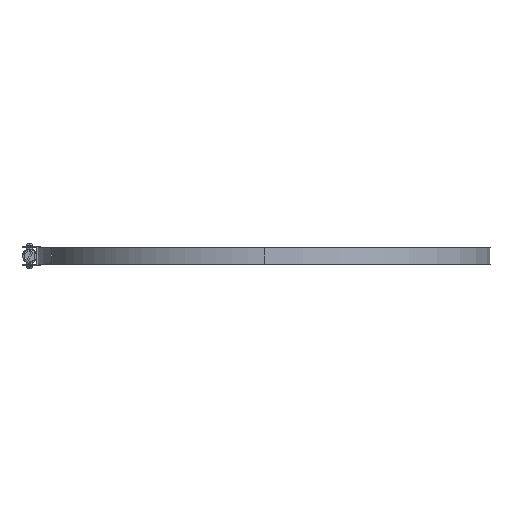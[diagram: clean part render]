
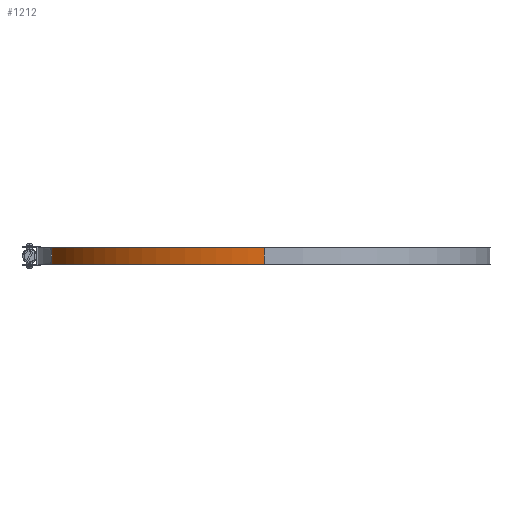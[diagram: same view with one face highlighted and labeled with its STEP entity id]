
A CAD part, left-side view. The second image highlights one B-rep face of the part: STEP entity #1212.
In plain terms, the highlighted cylindrical face has radius 178.53 mm (diameter 357.06 mm), a partial arc.
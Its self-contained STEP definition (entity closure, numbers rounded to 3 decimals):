
#588 = DIRECTION ( 'NONE',  ( 0., 0., 1. ) ) ;
#1210 = ORIENTED_EDGE ( 'NONE', *, *, #5996, .F. ) ;
#1212 = ADVANCED_FACE ( 'NONE', ( #12854 ), #7666, .T. ) ;
#1249 = CARTESIAN_POINT ( 'NONE',  ( 0., 0., 6.35 ) ) ;
#1336 = CARTESIAN_POINT ( 'NONE',  ( 0., 178.53, -6.35 ) ) ;
#1360 = AXIS2_PLACEMENT_3D ( 'NONE', #7904, #588, #1547 ) ;
#1547 = DIRECTION ( 'NONE',  ( 1., 0., 0. ) ) ;
#2092 = DIRECTION ( 'NONE',  ( 0., 0., -1. ) ) ;
#3006 = ORIENTED_EDGE ( 'NONE', *, *, #7177, .T. ) ;
#3022 = AXIS2_PLACEMENT_3D ( 'NONE', #6684, #9840, #8170 ) ;
#3943 = EDGE_CURVE ( 'NONE', #12610, #5625, #6910, .T. ) ;
#4189 = ORIENTED_EDGE ( 'NONE', *, *, #3943, .F. ) ;
#4344 = CARTESIAN_POINT ( 'NONE',  ( 0., 178.53, 6.35 ) ) ;
#5251 = LINE ( 'NONE', #9415, #8762 ) ;
#5625 = VERTEX_POINT ( 'NONE', #7374 ) ;
#5996 = EDGE_CURVE ( 'NONE', #5625, #13528, #5251, .T. ) ;
#6684 = CARTESIAN_POINT ( 'NONE',  ( 0., 0., 6.35 ) ) ;
#6910 = CIRCLE ( 'NONE', #3022, 178.53 ) ;
#7071 = AXIS2_PLACEMENT_3D ( 'NONE', #1249, #9464, #8569 ) ;
#7177 = EDGE_CURVE ( 'NONE', #12610, #7519, #11442, .T. ) ;
#7374 = CARTESIAN_POINT ( 'NONE',  ( -178.53, 0., 6.35 ) ) ;
#7519 = VERTEX_POINT ( 'NONE', #1336 ) ;
#7666 = CYLINDRICAL_SURFACE ( 'NONE', #7071, 178.53 ) ;
#7904 = CARTESIAN_POINT ( 'NONE',  ( 0., 0., -6.35 ) ) ;
#8012 = CARTESIAN_POINT ( 'NONE',  ( 0., 178.53, 6.35 ) ) ;
#8170 = DIRECTION ( 'NONE',  ( 1., 0., 0. ) ) ;
#8569 = DIRECTION ( 'NONE',  ( -1., 0., 0. ) ) ;
#8596 = EDGE_CURVE ( 'NONE', #7519, #13528, #12941, .T. ) ;
#8762 = VECTOR ( 'NONE', #12869, 1000. ) ;
#9415 = CARTESIAN_POINT ( 'NONE',  ( -178.53, 0., 6.35 ) ) ;
#9464 = DIRECTION ( 'NONE',  ( 0., 0., -1. ) ) ;
#9663 = ORIENTED_EDGE ( 'NONE', *, *, #8596, .T. ) ;
#9840 = DIRECTION ( 'NONE',  ( 0., 0., 1. ) ) ;
#9887 = VECTOR ( 'NONE', #2092, 1000. ) ;
#11238 = CARTESIAN_POINT ( 'NONE',  ( -178.53, 0., -6.35 ) ) ;
#11442 = LINE ( 'NONE', #4344, #9887 ) ;
#11684 = EDGE_LOOP ( 'NONE', ( #1210, #4189, #3006, #9663 ) ) ;
#12610 = VERTEX_POINT ( 'NONE', #8012 ) ;
#12854 = FACE_OUTER_BOUND ( 'NONE', #11684, .T. ) ;
#12869 = DIRECTION ( 'NONE',  ( 0., 0., -1. ) ) ;
#12941 = CIRCLE ( 'NONE', #1360, 178.53 ) ;
#13528 = VERTEX_POINT ( 'NONE', #11238 ) ;
